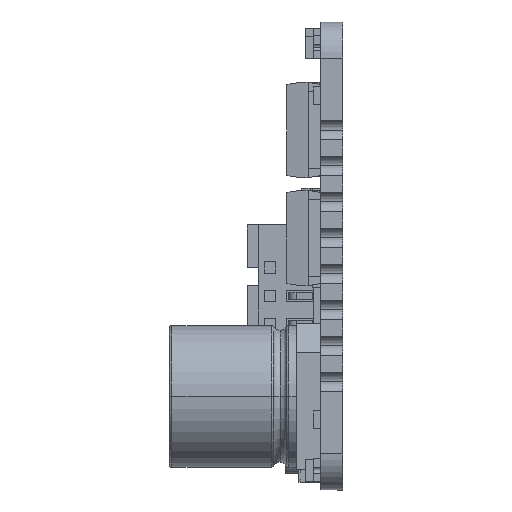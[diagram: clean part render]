
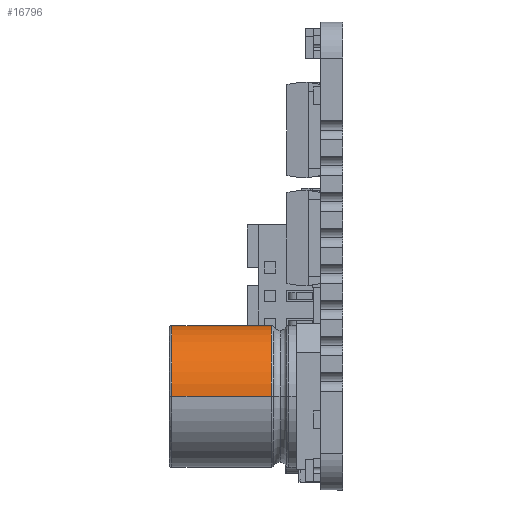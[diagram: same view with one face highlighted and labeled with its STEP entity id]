
A CAD part, left-side view. The second image highlights one B-rep face of the part: STEP entity #16796.
In plain terms, the highlighted cylindrical face has radius 5 mm (diameter 10 mm), a partial arc.
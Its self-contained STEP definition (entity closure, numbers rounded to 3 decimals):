
#1436 = LINE ( 'NONE', #51735, #23651 ) ;
#2986 = AXIS2_PLACEMENT_3D ( 'NONE', #27211, #44080, #52288 ) ;
#6020 = CYLINDRICAL_SURFACE ( 'NONE', #2986, 5. ) ;
#8646 = CARTESIAN_POINT ( 'NONE',  ( -5., 1.7, 0. ) ) ;
#10625 = VERTEX_POINT ( 'NONE', #43710 ) ;
#11728 = DIRECTION ( 'NONE',  ( 0., 1., 0. ) ) ;
#12070 = VERTEX_POINT ( 'NONE', #25555 ) ;
#12578 = DIRECTION ( 'NONE',  ( 0., -1., 0. ) ) ;
#14570 = CIRCLE ( 'NONE', #49850, 5. ) ;
#15245 = EDGE_CURVE ( 'NONE', #49559, #12070, #40192, .T. ) ;
#16124 = CARTESIAN_POINT ( 'NONE',  ( 0., 10.5, 0. ) ) ;
#16645 = CARTESIAN_POINT ( 'NONE',  ( 5., 10.5, 0. ) ) ;
#16796 = ADVANCED_FACE ( 'NONE', ( #38427 ), #6020, .T. ) ;
#21652 = AXIS2_PLACEMENT_3D ( 'NONE', #16124, #12578, #24408 ) ;
#23651 = VECTOR ( 'NONE', #51897, 1000. ) ;
#24408 = DIRECTION ( 'NONE',  ( 1., 0., 0. ) ) ;
#24463 = DIRECTION ( 'NONE',  ( -1., 0., 0. ) ) ;
#24942 = CARTESIAN_POINT ( 'NONE',  ( -5., 10.5, 0. ) ) ;
#25555 = CARTESIAN_POINT ( 'NONE',  ( -5., 3.476, 0. ) ) ;
#26079 = ORIENTED_EDGE ( 'NONE', *, *, #15245, .F. ) ;
#26468 = EDGE_LOOP ( 'NONE', ( #26079, #29946, #38738, #33859 ) ) ;
#27211 = CARTESIAN_POINT ( 'NONE',  ( 0., 1.7, 0. ) ) ;
#29946 = ORIENTED_EDGE ( 'NONE', *, *, #40945, .T. ) ;
#31866 = CIRCLE ( 'NONE', #21652, 5. ) ;
#32984 = EDGE_CURVE ( 'NONE', #41037, #10625, #1436, .T. ) ;
#33859 = ORIENTED_EDGE ( 'NONE', *, *, #50408, .T. ) ;
#36574 = CARTESIAN_POINT ( 'NONE',  ( 0., 3.476, 0. ) ) ;
#38427 = FACE_OUTER_BOUND ( 'NONE', #26468, .T. ) ;
#38738 = ORIENTED_EDGE ( 'NONE', *, *, #32984, .T. ) ;
#40192 = LINE ( 'NONE', #8646, #42700 ) ;
#40945 = EDGE_CURVE ( 'NONE', #49559, #41037, #31866, .T. ) ;
#41037 = VERTEX_POINT ( 'NONE', #16645 ) ;
#42010 = DIRECTION ( 'NONE',  ( 0., -1., 0. ) ) ;
#42700 = VECTOR ( 'NONE', #42010, 1000. ) ;
#43710 = CARTESIAN_POINT ( 'NONE',  ( 5., 3.476, 0. ) ) ;
#44080 = DIRECTION ( 'NONE',  ( 0., -1., 0. ) ) ;
#49559 = VERTEX_POINT ( 'NONE', #24942 ) ;
#49850 = AXIS2_PLACEMENT_3D ( 'NONE', #36574, #11728, #24463 ) ;
#50408 = EDGE_CURVE ( 'NONE', #10625, #12070, #14570, .T. ) ;
#51735 = CARTESIAN_POINT ( 'NONE',  ( 5., 1.7, 0. ) ) ;
#51897 = DIRECTION ( 'NONE',  ( 0., -1., 0. ) ) ;
#52288 = DIRECTION ( 'NONE',  ( 1., 0., 0. ) ) ;
